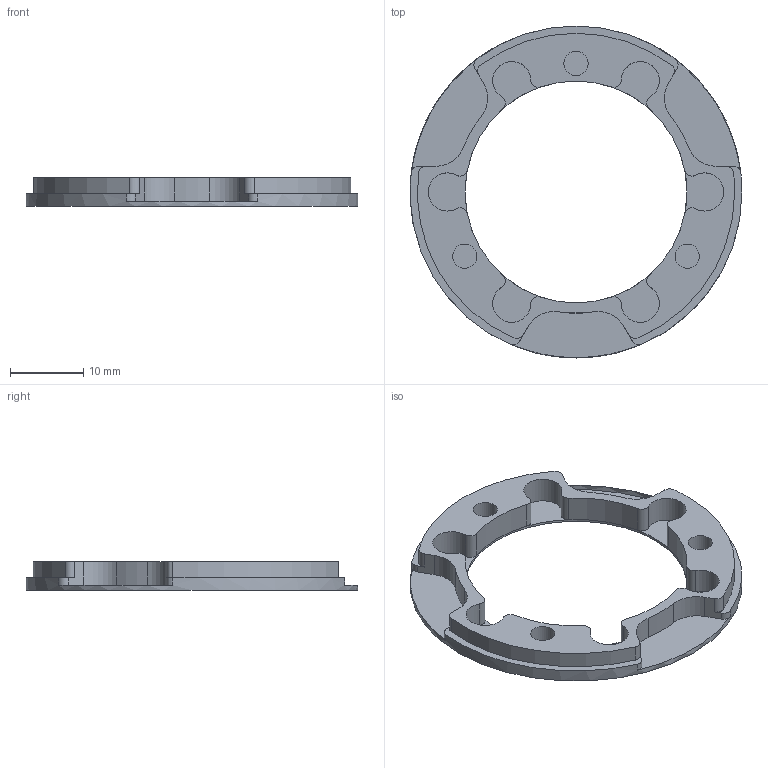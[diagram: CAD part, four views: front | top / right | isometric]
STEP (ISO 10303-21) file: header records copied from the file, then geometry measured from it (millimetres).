
FILE_DESCRIPTION(('FreeCAD Model'),'2;1');
FILE_NAME('Open CASCADE Shape Model','2024-07-18T17:02:31',(''),(''), 'Open CASCADE STEP processor 7.7','FreeCAD','Unknown');
FILE_SCHEMA(('AUTOMOTIVE_DESIGN { 1 0 10303 214 1 1 1 1 }'));
Length unit declared in the file: millimetre
Products named in the file (3): Part; LCS_Origin; Body
Assembly tree (2 placements, depth 2):
  Part
    LCS_Origin
    Body
Bounding box: 45.2 x 45.2 x 3.9 mm (x, y, z)
Volume: 1929.1 mm3; surface area: 3011.8 mm2
Topology: 1 solids, 1 shells, 77 faces, 210 edges, 138 vertices
Faces by surface type: cylinder 54, plane 23
Full cylindrical faces by diameter (mm): 3.3 x3, 30.2 x1, 45.2 x1
Entity records: 2558 total; most frequent: DIRECTION 490, CARTESIAN_POINT 428, ORIENTED_EDGE 420, EDGE_CURVE 210, AXIS2_PLACEMENT_3D 200, VERTEX_POINT 138, CIRCLE 120, LINE 90
